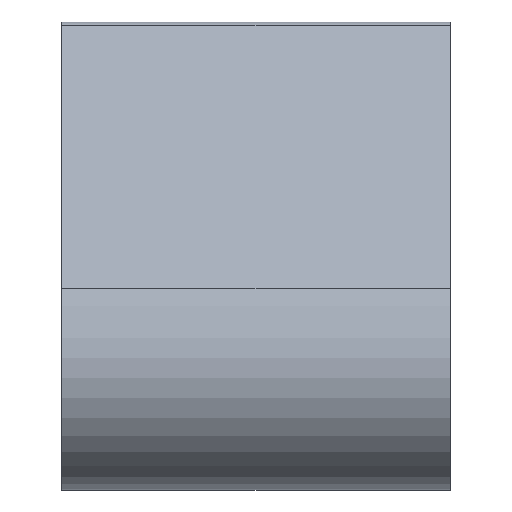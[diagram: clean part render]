
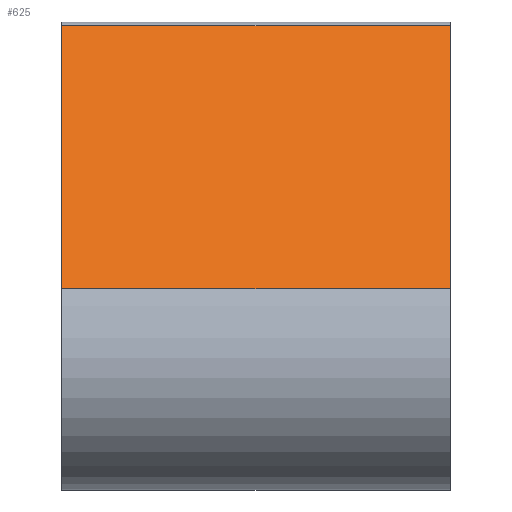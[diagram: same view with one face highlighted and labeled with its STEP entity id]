
A CAD part, left-side view. The second image highlights one B-rep face of the part: STEP entity #625.
In plain terms, the highlighted planar face has unit normal (-0.8, 0, 0.6).
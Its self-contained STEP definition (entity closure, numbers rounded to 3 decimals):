
#32=PLANE('',#696);
#57=FACE_OUTER_BOUND('',#96,.T.);
#96=EDGE_LOOP('',(#463,#464,#465,#466));
#137=LINE('',#1013,#187);
#138=LINE('',#1020,#188);
#140=LINE('',#1025,#190);
#142=LINE('',#1030,#192);
#187=VECTOR('',#804,10.);
#188=VECTOR('',#811,10.);
#190=VECTOR('',#817,10.);
#192=VECTOR('',#823,10.);
#281=VERTEX_POINT('',#1010);
#282=VERTEX_POINT('',#1012);
#284=VERTEX_POINT('',#1017);
#285=VERTEX_POINT('',#1019);
#348=EDGE_CURVE('',#281,#282,#137,.T.);
#351=EDGE_CURVE('',#284,#285,#138,.T.);
#354=EDGE_CURVE('',#285,#281,#140,.T.);
#357=EDGE_CURVE('',#282,#284,#142,.F.);
#463=ORIENTED_EDGE('',*,*,#351,.F.);
#464=ORIENTED_EDGE('',*,*,#357,.F.);
#465=ORIENTED_EDGE('',*,*,#348,.F.);
#466=ORIENTED_EDGE('',*,*,#354,.F.);
#625=ADVANCED_FACE('',(#57),#32,.T.);
#696=AXIS2_PLACEMENT_3D('',#1029,#821,#822);
#804=DIRECTION('',(0.,1.,0.));
#811=DIRECTION('',(0.,-1.,0.));
#817=DIRECTION('',(-0.6,0.,-0.8));
#821=DIRECTION('center_axis',(-0.8,0.,0.6));
#822=DIRECTION('ref_axis',(0.6,0.,0.8));
#823=DIRECTION('',(-0.6,0.,-0.8));
#1010=CARTESIAN_POINT('',(-16.04,0.,3.78));
#1012=CARTESIAN_POINT('',(-16.04,20.,3.78));
#1013=CARTESIAN_POINT('',(-16.04,0.,3.78));
#1017=CARTESIAN_POINT('',(-5.9,20.,17.3));
#1019=CARTESIAN_POINT('',(-5.9,0.,17.3));
#1020=CARTESIAN_POINT('',(-5.9,0.,17.3));
#1025=CARTESIAN_POINT('',(-13.73,0.,6.86));
#1029=CARTESIAN_POINT('Origin',(-16.04,0.,3.78));
#1030=CARTESIAN_POINT('',(-13.73,20.,6.86));
